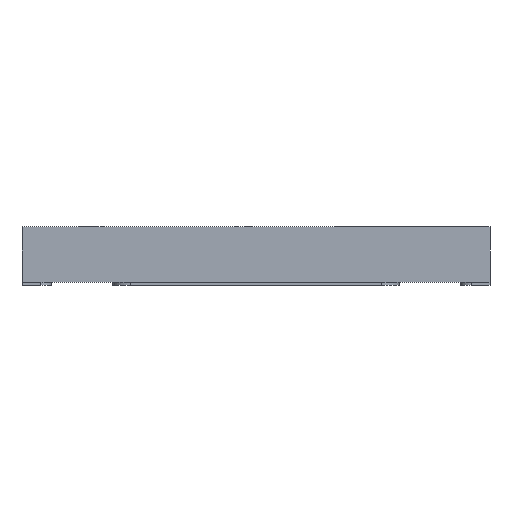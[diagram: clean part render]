
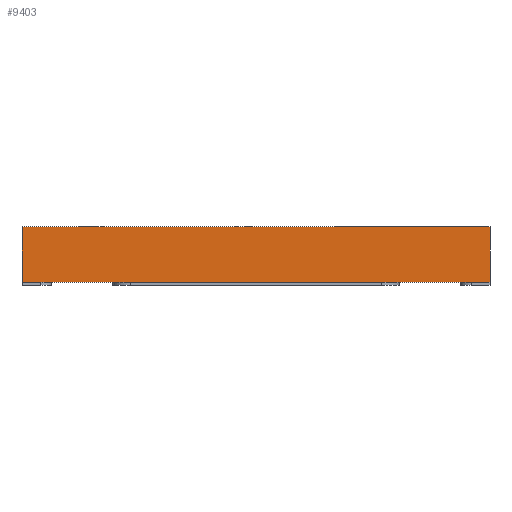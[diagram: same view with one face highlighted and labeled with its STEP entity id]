
A CAD part, front view. The second image highlights one B-rep face of the part: STEP entity #9403.
In plain terms, the highlighted planar face has unit normal (0, -1, 0).
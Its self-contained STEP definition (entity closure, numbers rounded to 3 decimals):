
#27 = DIRECTION ( 'NONE',  ( 0., 0., 1. ) ) ;
#142 = CARTESIAN_POINT ( 'NONE',  ( 4., -3., 1. ) ) ;
#1118 = PLANE ( 'NONE',  #2232 ) ;
#1415 = DIRECTION ( 'NONE',  ( -1., 0., 0. ) ) ;
#2213 = LINE ( 'NONE', #4641, #4893 ) ;
#2232 = AXIS2_PLACEMENT_3D ( 'NONE', #13583, #6815, #27 ) ;
#2252 = LINE ( 'NONE', #13849, #8287 ) ;
#2501 = EDGE_CURVE ( 'NONE', #12814, #3695, #10276, .T. ) ;
#2587 = DIRECTION ( 'NONE',  ( 0., 0., 1. ) ) ;
#3695 = VERTEX_POINT ( 'NONE', #142 ) ;
#3814 = EDGE_CURVE ( 'NONE', #8122, #3695, #5386, .T. ) ;
#4056 = ORIENTED_EDGE ( 'NONE', *, *, #14305, .F. ) ;
#4366 = ORIENTED_EDGE ( 'NONE', *, *, #3814, .T. ) ;
#4431 = EDGE_LOOP ( 'NONE', ( #4366, #4492, #9217, #4056 ) ) ;
#4492 = ORIENTED_EDGE ( 'NONE', *, *, #2501, .F. ) ;
#4641 = CARTESIAN_POINT ( 'NONE',  ( -4., -3., 1. ) ) ;
#4893 = VECTOR ( 'NONE', #13708, 1000. ) ;
#5386 = LINE ( 'NONE', #8225, #11065 ) ;
#5799 = CARTESIAN_POINT ( 'NONE',  ( -4., -3., 1. ) ) ;
#6237 = EDGE_CURVE ( 'NONE', #13732, #12814, #2213, .T. ) ;
#6815 = DIRECTION ( 'NONE',  ( 0., 1., 0. ) ) ;
#6912 = CARTESIAN_POINT ( 'NONE',  ( -4., -3., 1. ) ) ;
#7367 = CARTESIAN_POINT ( 'NONE',  ( 4., -3., 0.05 ) ) ;
#8122 = VERTEX_POINT ( 'NONE', #7367 ) ;
#8225 = CARTESIAN_POINT ( 'NONE',  ( 4., -3., 1. ) ) ;
#8287 = VECTOR ( 'NONE', #1415, 1000. ) ;
#9217 = ORIENTED_EDGE ( 'NONE', *, *, #6237, .F. ) ;
#9403 = ADVANCED_FACE ( 'NONE', ( #13482 ), #1118, .F. ) ;
#10276 = LINE ( 'NONE', #5799, #12921 ) ;
#10425 = DIRECTION ( 'NONE',  ( 1., 0., 0. ) ) ;
#11065 = VECTOR ( 'NONE', #2587, 1000. ) ;
#12814 = VERTEX_POINT ( 'NONE', #6912 ) ;
#12921 = VECTOR ( 'NONE', #10425, 1000. ) ;
#13482 = FACE_OUTER_BOUND ( 'NONE', #4431, .T. ) ;
#13583 = CARTESIAN_POINT ( 'NONE',  ( -4., -3., 1. ) ) ;
#13708 = DIRECTION ( 'NONE',  ( 0., 0., 1. ) ) ;
#13732 = VERTEX_POINT ( 'NONE', #14036 ) ;
#13849 = CARTESIAN_POINT ( 'NONE',  ( -4., -3., 0.05 ) ) ;
#14036 = CARTESIAN_POINT ( 'NONE',  ( -4., -3., 0.05 ) ) ;
#14305 = EDGE_CURVE ( 'NONE', #8122, #13732, #2252, .T. ) ;
